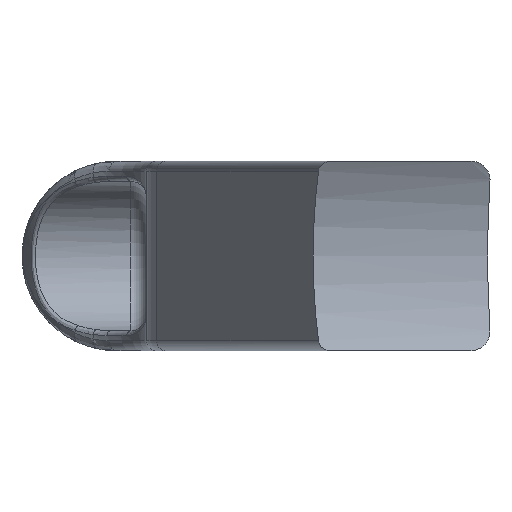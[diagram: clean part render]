
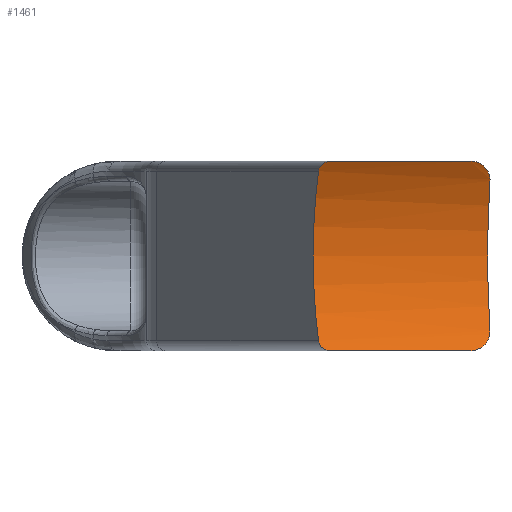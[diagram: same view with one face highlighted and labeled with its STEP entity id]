
A CAD part, front view. The second image highlights one B-rep face of the part: STEP entity #1461.
In plain terms, the highlighted cylindrical face has radius 19.05 mm (diameter 38.1 mm), a partial arc.
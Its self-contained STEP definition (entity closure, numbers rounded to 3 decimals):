
#92=LINE('',#3026,#160);
#93=LINE('',#3069,#161);
#160=VECTOR('',#1954,10.);
#161=VECTOR('',#1955,10.);
#207=CYLINDRICAL_SURFACE('',#1623,19.05);
#248=B_SPLINE_CURVE_WITH_KNOTS('',3,(#3015,#3016,#3017,#3018,#3019,#3020,
#3021,#3022,#3023,#3024),.UNSPECIFIED.,.F.,.F.,(4,2,2,2,4),(0.,0.04,
0.081,0.125,0.17),.UNSPECIFIED.);
#249=B_SPLINE_CURVE_WITH_KNOTS('',3,(#3028,#3029,#3030,#3031,#3032,#3033,
#3034,#3035,#3036,#3037,#3038,#3039),.UNSPECIFIED.,.F.,.F.,(4,2,2,2,2,4),
(-0.444,-0.365,-0.285,-0.213,
-0.145,-0.114),.UNSPECIFIED.);
#250=B_SPLINE_CURVE_WITH_KNOTS('',3,(#3041,#3042,#3043,#3044,#3045,#3046,
#3047,#3048,#3049,#3050,#3051,#3052,#3053,#3054),.UNSPECIFIED.,.F.,.F.,
(4,2,2,2,2,2,4),(2.479,2.503,2.861,3.22,
3.578,3.937,3.961),.UNSPECIFIED.);
#251=B_SPLINE_CURVE_WITH_KNOTS('',3,(#3056,#3057,#3058,#3059,#3060,#3061,
#3062,#3063,#3064,#3065,#3066,#3067),.UNSPECIFIED.,.F.,.F.,(4,2,2,2,2,4),
(-0.331,-0.324,-0.254,-0.177,
-0.09,0.),.UNSPECIFIED.);
#252=B_SPLINE_CURVE_WITH_KNOTS('',3,(#3071,#3072,#3073,#3074,#3075,#3076,
#3077,#3078,#3079,#3080),.UNSPECIFIED.,.F.,.F.,(4,2,2,2,4),(-0.17,
-0.125,-0.081,-0.04,0.),
 .UNSPECIFIED.);
#319=FACE_OUTER_BOUND('',#416,.T.);
#416=EDGE_LOOP('',(#1171,#1172,#1173,#1174,#1175,#1176,#1177,#1178));
#477=ELLIPSE('',#1624,19.706,19.05);
#660=VERTEX_POINT('',#3013);
#661=VERTEX_POINT('',#3014);
#662=VERTEX_POINT('',#3025);
#663=VERTEX_POINT('',#3027);
#664=VERTEX_POINT('',#3040);
#665=VERTEX_POINT('',#3055);
#666=VERTEX_POINT('',#3068);
#667=VERTEX_POINT('',#3070);
#845=EDGE_CURVE('',#660,#661,#248,.T.);
#846=EDGE_CURVE('',#662,#660,#92,.T.);
#847=EDGE_CURVE('',#663,#662,#249,.T.);
#848=EDGE_CURVE('',#664,#663,#250,.T.);
#849=EDGE_CURVE('',#665,#664,#251,.T.);
#850=EDGE_CURVE('',#666,#665,#93,.T.);
#851=EDGE_CURVE('',#667,#666,#252,.T.);
#852=EDGE_CURVE('',#661,#667,#477,.T.);
#1171=ORIENTED_EDGE('',*,*,#845,.F.);
#1172=ORIENTED_EDGE('',*,*,#846,.F.);
#1173=ORIENTED_EDGE('',*,*,#847,.F.);
#1174=ORIENTED_EDGE('',*,*,#848,.F.);
#1175=ORIENTED_EDGE('',*,*,#849,.F.);
#1176=ORIENTED_EDGE('',*,*,#850,.F.);
#1177=ORIENTED_EDGE('',*,*,#851,.F.);
#1178=ORIENTED_EDGE('',*,*,#852,.F.);
#1461=ADVANCED_FACE('',(#319),#207,.F.);
#1623=AXIS2_PLACEMENT_3D('',#3012,#1952,#1953);
#1624=AXIS2_PLACEMENT_3D('',#3081,#1956,#1957);
#1952=DIRECTION('center_axis',(-1.,0.,0.));
#1953=DIRECTION('ref_axis',(0.,1.,0.));
#1954=DIRECTION('',(-1.,0.,0.));
#1955=DIRECTION('',(1.,0.,0.));
#1956=DIRECTION('center_axis',(0.967,0.256,0.));
#1957=DIRECTION('ref_axis',(-0.256,0.967,0.));
#3012=CARTESIAN_POINT('Origin',(0.,0.,0.));
#3013=CARTESIAN_POINT('',(-23.101,16.512,-9.5));
#3014=CARTESIAN_POINT('',(-24.278,17.049,-8.5));
#3015=CARTESIAN_POINT('Ctrl Pts',(-23.101,16.512,-9.5));
#3016=CARTESIAN_POINT('Ctrl Pts',(-23.236,16.512,-9.5));
#3017=CARTESIAN_POINT('Ctrl Pts',(-23.378,16.528,-9.473));
#3018=CARTESIAN_POINT('Ctrl Pts',(-23.642,16.584,-9.373));
#3019=CARTESIAN_POINT('Ctrl Pts',(-23.763,16.626,-9.3));
#3020=CARTESIAN_POINT('Ctrl Pts',(-23.97,16.719,-9.131));
#3021=CARTESIAN_POINT('Ctrl Pts',(-24.068,16.781,-9.018));
#3022=CARTESIAN_POINT('Ctrl Pts',(-24.213,16.912,-8.769));
#3023=CARTESIAN_POINT('Ctrl Pts',(-24.26,16.983,-8.632));
#3024=CARTESIAN_POINT('Ctrl Pts',(-24.278,17.049,-8.5));
#3025=CARTESIAN_POINT('',(-9.01,16.512,-9.5));
#3026=CARTESIAN_POINT('',(0.,16.512,-9.5));
#3027=CARTESIAN_POINT('',(-7.076,17.511,-7.5));
#3028=CARTESIAN_POINT('Ctrl Pts',(-7.076,17.511,-7.5));
#3029=CARTESIAN_POINT('Ctrl Pts',(-7.066,17.407,-7.743));
#3030=CARTESIAN_POINT('Ctrl Pts',(-7.1,17.298,-7.984));
#3031=CARTESIAN_POINT('Ctrl Pts',(-7.258,17.079,-8.443));
#3032=CARTESIAN_POINT('Ctrl Pts',(-7.382,16.97,-8.658));
#3033=CARTESIAN_POINT('Ctrl Pts',(-7.694,16.784,-9.013));
#3034=CARTESIAN_POINT('Ctrl Pts',(-7.873,16.705,-9.157));
#3035=CARTESIAN_POINT('Ctrl Pts',(-8.269,16.587,-9.369));
#3036=CARTESIAN_POINT('Ctrl Pts',(-8.478,16.546,-9.441));
#3037=CARTESIAN_POINT('Ctrl Pts',(-8.802,16.517,-9.492));
#3038=CARTESIAN_POINT('Ctrl Pts',(-8.906,16.512,-9.5));
#3039=CARTESIAN_POINT('Ctrl Pts',(-9.01,16.512,-9.5));
#3040=CARTESIAN_POINT('',(-7.076,17.511,7.5));
#3041=CARTESIAN_POINT('Ctrl Pts',(-7.076,17.511,7.5));
#3042=CARTESIAN_POINT('Ctrl Pts',(-7.08,17.545,7.422));
#3043=CARTESIAN_POINT('Ctrl Pts',(-7.083,17.577,7.344));
#3044=CARTESIAN_POINT('Ctrl Pts',(-7.139,18.091,6.099));
#3045=CARTESIAN_POINT('Ctrl Pts',(-7.2,18.456,4.881));
#3046=CARTESIAN_POINT('Ctrl Pts',(-7.288,18.936,2.429));
#3047=CARTESIAN_POINT('Ctrl Pts',(-7.313,19.05,1.195));
#3048=CARTESIAN_POINT('Ctrl Pts',(-7.313,19.05,-1.195));
#3049=CARTESIAN_POINT('Ctrl Pts',(-7.288,18.936,-2.429));
#3050=CARTESIAN_POINT('Ctrl Pts',(-7.2,18.456,-4.881));
#3051=CARTESIAN_POINT('Ctrl Pts',(-7.139,18.091,-6.099));
#3052=CARTESIAN_POINT('Ctrl Pts',(-7.083,17.577,-7.344));
#3053=CARTESIAN_POINT('Ctrl Pts',(-7.08,17.545,-7.422));
#3054=CARTESIAN_POINT('Ctrl Pts',(-7.076,17.511,-7.5));
#3055=CARTESIAN_POINT('',(-9.01,16.512,9.5));
#3056=CARTESIAN_POINT('Ctrl Pts',(-9.01,16.512,9.5));
#3057=CARTESIAN_POINT('Ctrl Pts',(-8.987,16.512,9.5));
#3058=CARTESIAN_POINT('Ctrl Pts',(-8.964,16.512,9.5));
#3059=CARTESIAN_POINT('Ctrl Pts',(-8.706,16.518,9.491));
#3060=CARTESIAN_POINT('Ctrl Pts',(-8.478,16.546,9.442));
#3061=CARTESIAN_POINT('Ctrl Pts',(-8.034,16.648,9.261));
#3062=CARTESIAN_POINT('Ctrl Pts',(-7.828,16.723,9.126));
#3063=CARTESIAN_POINT('Ctrl Pts',(-7.461,16.912,8.772));
#3064=CARTESIAN_POINT('Ctrl Pts',(-7.312,17.026,8.548));
#3065=CARTESIAN_POINT('Ctrl Pts',(-7.111,17.268,8.05));
#3066=CARTESIAN_POINT('Ctrl Pts',(-7.064,17.393,7.776));
#3067=CARTESIAN_POINT('Ctrl Pts',(-7.076,17.511,7.5));
#3068=CARTESIAN_POINT('',(-23.101,16.512,9.5));
#3069=CARTESIAN_POINT('',(0.,16.512,9.5));
#3070=CARTESIAN_POINT('',(-24.278,17.049,8.5));
#3071=CARTESIAN_POINT('Ctrl Pts',(-24.278,17.049,8.5));
#3072=CARTESIAN_POINT('Ctrl Pts',(-24.26,16.983,8.632));
#3073=CARTESIAN_POINT('Ctrl Pts',(-24.213,16.912,8.769));
#3074=CARTESIAN_POINT('Ctrl Pts',(-24.068,16.781,9.018));
#3075=CARTESIAN_POINT('Ctrl Pts',(-23.97,16.719,9.131));
#3076=CARTESIAN_POINT('Ctrl Pts',(-23.763,16.626,9.3));
#3077=CARTESIAN_POINT('Ctrl Pts',(-23.642,16.584,9.373));
#3078=CARTESIAN_POINT('Ctrl Pts',(-23.378,16.528,9.473));
#3079=CARTESIAN_POINT('Ctrl Pts',(-23.236,16.512,9.5));
#3080=CARTESIAN_POINT('Ctrl Pts',(-23.101,16.512,9.5));
#3081=CARTESIAN_POINT('Origin',(-19.764,0.,0.));
